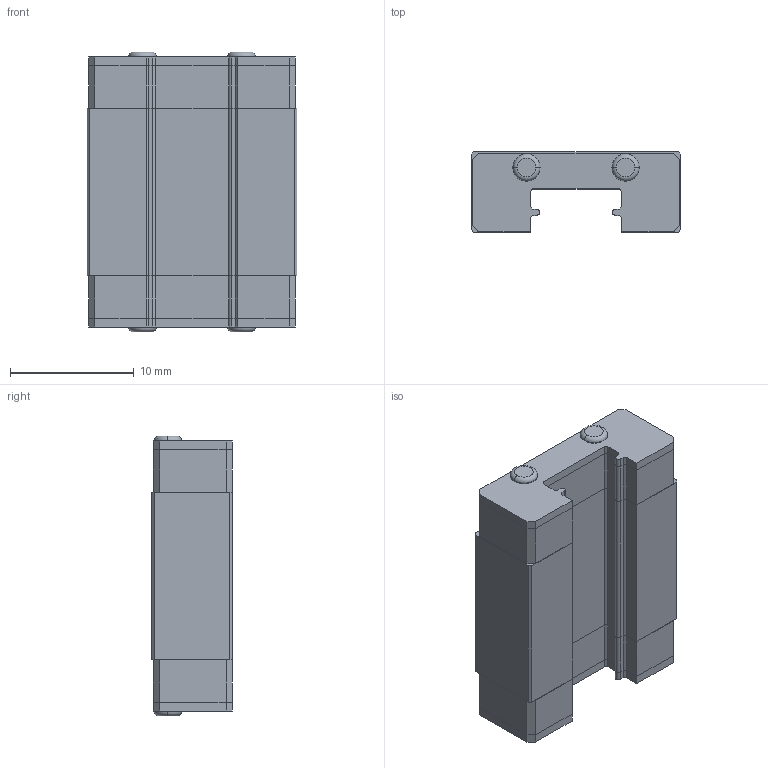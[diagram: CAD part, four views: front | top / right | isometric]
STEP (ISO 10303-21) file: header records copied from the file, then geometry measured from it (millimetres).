
FILE_DESCRIPTION (( 'STEP AP214' ), '1' );
FILE_NAME ('Carriage-LWL7B.STEP', '2023-02-22T22:18:05', ( '' ), ( '' ), 'SwSTEP 2.0', 'SolidWorks 2022', '' );
FILE_SCHEMA (( 'AUTOMOTIVE_DESIGN' ));
Length unit declared in the file: millimetre
Products named in the file (1): Carriage-LWL7B
Bounding box: 16.95 x 6.5 x 22.6 mm (x, y, z)
Volume: 1785.7 mm3; surface area: 2138 mm2
Topology: 9 solids, 9 shells, 185 faces, 485 edges, 314 vertices
Faces by surface type: plane 138, cylinder 31, cone 8, torus 8
Entity records: 6317 total; most frequent: CARTESIAN_POINT 977, ORIENTED_EDGE 954, DIRECTION 927, EDGE_CURVE 477, VECTOR 399, LINE 399, VERTEX_POINT 314, AXIS2_PLACEMENT_3D 264
